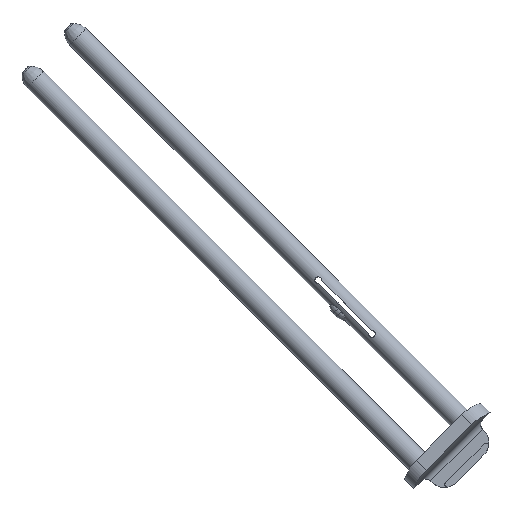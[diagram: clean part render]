
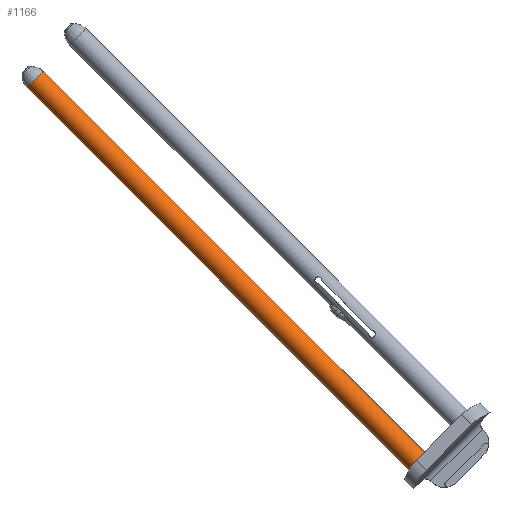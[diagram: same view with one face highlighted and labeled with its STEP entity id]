
A CAD part, top view. The second image highlights one B-rep face of the part: STEP entity #1166.
In plain terms, the highlighted cylindrical face has radius 2.7 mm (diameter 5.4 mm), a partial arc.
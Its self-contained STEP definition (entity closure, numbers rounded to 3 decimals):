
#110=LINE('',#2006,#198);
#111=LINE('',#2031,#199);
#198=VECTOR('',#1456,10.);
#199=VECTOR('',#1457,10.);
#254=CYLINDRICAL_SURFACE('',#1290,2.7);
#313=FACE_OUTER_BOUND('',#379,.T.);
#379=EDGE_LOOP('',(#1082,#1083,#1084,#1085,#1086,#1087));
#428=CIRCLE('',#1285,2.7);
#429=CIRCLE('',#1286,2.7);
#464=B_SPLINE_CURVE_WITH_KNOTS('',3,(#2302,#2303,#2304,#2305,#2306,#2307,
#2308,#2309,#2310,#2311,#2312,#2313,#2314,#2315,#2316,#2317,#2318,#2319),
 .UNSPECIFIED.,.F.,.F.,(4,2,2,2,2,2,2,2,4),(0.,0.102,0.204,
0.307,0.409,0.511,0.613,
0.715,0.717),.UNSPECIFIED.);
#465=B_SPLINE_CURVE_WITH_KNOTS('',3,(#2320,#2321,#2322,#2323,#2324,#2325,
#2326,#2327,#2328,#2329,#2330,#2331,#2332,#2333,#2334,#2335,#2336,#2337),
 .UNSPECIFIED.,.F.,.F.,(4,2,2,2,2,2,2,2,4),(0.918,0.92,
1.022,1.124,1.226,1.329,1.431,
1.533,1.635),.UNSPECIFIED.);
#532=VERTEX_POINT('',#2003);
#533=VERTEX_POINT('',#2005);
#534=VERTEX_POINT('',#2007);
#535=VERTEX_POINT('',#2030);
#572=VERTEX_POINT('',#2301);
#575=VERTEX_POINT('',#2368);
#674=EDGE_CURVE('',#533,#532,#110,.T.);
#676=EDGE_CURVE('',#535,#534,#111,.T.);
#740=EDGE_CURVE('',#572,#535,#464,.T.);
#741=EDGE_CURVE('',#532,#572,#465,.T.);
#744=EDGE_CURVE('',#575,#534,#428,.T.);
#745=EDGE_CURVE('',#533,#575,#429,.T.);
#1082=ORIENTED_EDGE('',*,*,#674,.T.);
#1083=ORIENTED_EDGE('',*,*,#741,.T.);
#1084=ORIENTED_EDGE('',*,*,#740,.T.);
#1085=ORIENTED_EDGE('',*,*,#676,.T.);
#1086=ORIENTED_EDGE('',*,*,#744,.F.);
#1087=ORIENTED_EDGE('',*,*,#745,.F.);
#1166=ADVANCED_FACE('',(#313),#254,.T.);
#1285=AXIS2_PLACEMENT_3D('',#2370,#1586,#1587);
#1286=AXIS2_PLACEMENT_3D('',#2371,#1588,#1589);
#1290=AXIS2_PLACEMENT_3D('',#2377,#1597,#1598);
#1456=DIRECTION('',(0.707,-0.707,0.));
#1457=DIRECTION('',(-0.707,0.707,0.));
#1586=DIRECTION('center_axis',(-0.707,0.707,0.));
#1587=DIRECTION('ref_axis',(-0.707,-0.707,0.));
#1588=DIRECTION('center_axis',(-0.707,0.707,0.));
#1589=DIRECTION('ref_axis',(-0.707,-0.707,0.));
#1597=DIRECTION('center_axis',(-0.707,0.707,0.));
#1598=DIRECTION('ref_axis',(0.,0.,
1.));
#2003=CARTESIAN_POINT('',(-13.764,-1.106,-0.006));
#2005=CARTESIAN_POINT('',(-102.818,87.948,-0.006));
#2006=CARTESIAN_POINT('',(-57.037,42.167,-0.006));
#2007=CARTESIAN_POINT('',(-101.376,89.39,-0.006));
#2030=CARTESIAN_POINT('',(-12.322,0.336,-0.006));
#2031=CARTESIAN_POINT('',(-55.595,43.61,-0.006));
#2301=CARTESIAN_POINT('',(-13.079,-0.349,5.194));
#2302=CARTESIAN_POINT('Ctrl Pts',(-13.079,-0.349,
5.194));
#2303=CARTESIAN_POINT('Ctrl Pts',(-12.838,-0.108,
5.194));
#2304=CARTESIAN_POINT('Ctrl Pts',(-12.568,0.135,5.126));
#2305=CARTESIAN_POINT('Ctrl Pts',(-12.051,0.557,4.85));
#2306=CARTESIAN_POINT('Ctrl Pts',(-11.803,0.738,4.642));
#2307=CARTESIAN_POINT('Ctrl Pts',(-11.403,1.013,4.165));
#2308=CARTESIAN_POINT('Ctrl Pts',(-11.223,1.127,3.862));
#2309=CARTESIAN_POINT('Ctrl Pts',(-10.981,1.275,3.197));
#2310=CARTESIAN_POINT('Ctrl Pts',(-10.92,1.311,2.835));
#2311=CARTESIAN_POINT('Ctrl Pts',(-10.92,1.311,2.154));
#2312=CARTESIAN_POINT('Ctrl Pts',(-10.981,1.275,1.791));
#2313=CARTESIAN_POINT('Ctrl Pts',(-11.223,1.127,1.126));
#2314=CARTESIAN_POINT('Ctrl Pts',(-11.403,1.013,0.824));
#2315=CARTESIAN_POINT('Ctrl Pts',(-11.803,0.738,0.346));
#2316=CARTESIAN_POINT('Ctrl Pts',(-12.051,0.557,0.139));
#2317=CARTESIAN_POINT('Ctrl Pts',(-12.314,0.343,-0.002));
#2318=CARTESIAN_POINT('Ctrl Pts',(-12.318,0.339,-0.004));
#2319=CARTESIAN_POINT('Ctrl Pts',(-12.322,0.336,-0.006));
#2320=CARTESIAN_POINT('Ctrl Pts',(-13.764,-1.106,-0.006));
#2321=CARTESIAN_POINT('Ctrl Pts',(-13.767,-1.11,-0.004));
#2322=CARTESIAN_POINT('Ctrl Pts',(-13.771,-1.114,-0.002));
#2323=CARTESIAN_POINT('Ctrl Pts',(-13.985,-1.377,0.139));
#2324=CARTESIAN_POINT('Ctrl Pts',(-14.165,-1.625,0.346));
#2325=CARTESIAN_POINT('Ctrl Pts',(-14.441,-2.025,0.824));
#2326=CARTESIAN_POINT('Ctrl Pts',(-14.554,-2.205,1.126));
#2327=CARTESIAN_POINT('Ctrl Pts',(-14.703,-2.446,1.791));
#2328=CARTESIAN_POINT('Ctrl Pts',(-14.738,-2.508,2.154));
#2329=CARTESIAN_POINT('Ctrl Pts',(-14.738,-2.508,2.835));
#2330=CARTESIAN_POINT('Ctrl Pts',(-14.703,-2.446,3.197));
#2331=CARTESIAN_POINT('Ctrl Pts',(-14.554,-2.205,3.862));
#2332=CARTESIAN_POINT('Ctrl Pts',(-14.441,-2.025,4.165));
#2333=CARTESIAN_POINT('Ctrl Pts',(-14.165,-1.625,4.642));
#2334=CARTESIAN_POINT('Ctrl Pts',(-13.985,-1.377,4.85));
#2335=CARTESIAN_POINT('Ctrl Pts',(-13.563,-0.859,
5.126));
#2336=CARTESIAN_POINT('Ctrl Pts',(-13.32,-0.59,5.194));
#2337=CARTESIAN_POINT('Ctrl Pts',(-13.079,-0.349,
5.194));
#2368=CARTESIAN_POINT('',(-104.006,86.76,2.494));
#2370=CARTESIAN_POINT('Origin',(-102.097,88.669,2.494));
#2371=CARTESIAN_POINT('Origin',(-102.097,88.669,2.494));
#2377=CARTESIAN_POINT('Origin',(-56.316,42.889,2.494));
